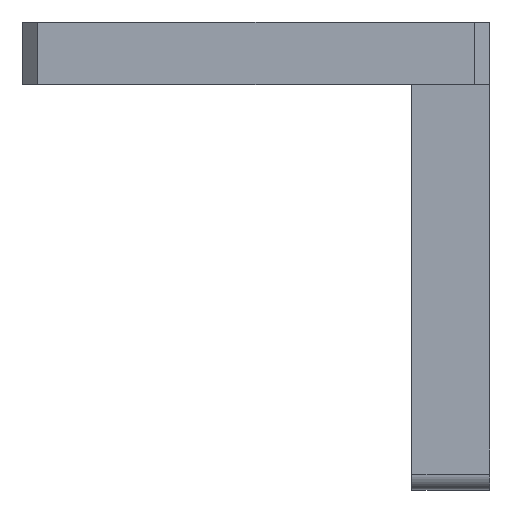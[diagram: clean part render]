
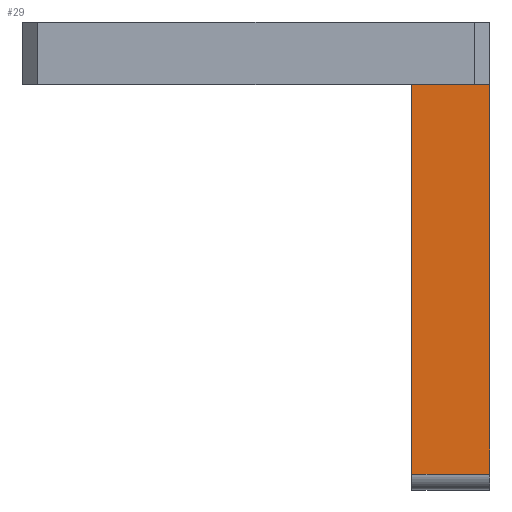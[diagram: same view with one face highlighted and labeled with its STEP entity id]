
A CAD part, top view. The second image highlights one B-rep face of the part: STEP entity #29.
In plain terms, the highlighted planar face has unit normal (0, 0, 1).
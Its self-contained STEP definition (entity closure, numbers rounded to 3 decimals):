
#29 = ADVANCED_FACE ( 'NONE', ( #422 ), #1502, .F. ) ;
#76 = VERTEX_POINT ( 'NONE', #607 ) ;
#100 = ORIENTED_EDGE ( 'NONE', *, *, #1391, .F. ) ;
#114 = DIRECTION ( 'NONE',  ( 1., 0., 0. ) ) ;
#240 = CARTESIAN_POINT ( 'NONE',  ( 20., -8., 30. ) ) ;
#306 = DIRECTION ( 'NONE',  ( -1., 0., 0. ) ) ;
#319 = DIRECTION ( 'NONE',  ( 0., 1., 0. ) ) ;
#364 = CARTESIAN_POINT ( 'NONE',  ( 20., -8., 30. ) ) ;
#422 = FACE_OUTER_BOUND ( 'NONE', #549, .T. ) ;
#459 = EDGE_CURVE ( 'NONE', #76, #1469, #1428, .T. ) ;
#481 = VERTEX_POINT ( 'NONE', #1297 ) ;
#500 = VECTOR ( 'NONE', #114, 1000. ) ;
#549 = EDGE_LOOP ( 'NONE', ( #100, #1035, #1328, #1262 ) ) ;
#586 = CARTESIAN_POINT ( 'NONE',  ( 30., -58., 30. ) ) ;
#594 = DIRECTION ( 'NONE',  ( -1., 0., 0. ) ) ;
#607 = CARTESIAN_POINT ( 'NONE',  ( 30., -8., 30. ) ) ;
#636 = VECTOR ( 'NONE', #594, 1000. ) ;
#725 = VECTOR ( 'NONE', #865, 1000. ) ;
#787 = CARTESIAN_POINT ( 'NONE',  ( 20., -60., 30. ) ) ;
#806 = LINE ( 'NONE', #1189, #500 ) ;
#865 = DIRECTION ( 'NONE',  ( 0., 1., 0. ) ) ;
#883 = EDGE_CURVE ( 'NONE', #1453, #76, #979, .T. ) ;
#887 = CARTESIAN_POINT ( 'NONE',  ( 20., -60., 30. ) ) ;
#979 = LINE ( 'NONE', #1446, #725 ) ;
#1035 = ORIENTED_EDGE ( 'NONE', *, *, #1227, .T. ) ;
#1189 = CARTESIAN_POINT ( 'NONE',  ( 20., -58., 30. ) ) ;
#1227 = EDGE_CURVE ( 'NONE', #481, #1453, #806, .T. ) ;
#1262 = ORIENTED_EDGE ( 'NONE', *, *, #459, .T. ) ;
#1289 = AXIS2_PLACEMENT_3D ( 'NONE', #887, #1364, #306 ) ;
#1297 = CARTESIAN_POINT ( 'NONE',  ( 20., -58., 30. ) ) ;
#1328 = ORIENTED_EDGE ( 'NONE', *, *, #883, .T. ) ;
#1336 = VECTOR ( 'NONE', #319, 1000. ) ;
#1364 = DIRECTION ( 'NONE',  ( 0., 0., -1. ) ) ;
#1378 = LINE ( 'NONE', #787, #1336 ) ;
#1391 = EDGE_CURVE ( 'NONE', #481, #1469, #1378, .T. ) ;
#1428 = LINE ( 'NONE', #240, #636 ) ;
#1446 = CARTESIAN_POINT ( 'NONE',  ( 30., -60., 30. ) ) ;
#1453 = VERTEX_POINT ( 'NONE', #586 ) ;
#1469 = VERTEX_POINT ( 'NONE', #364 ) ;
#1502 = PLANE ( 'NONE',  #1289 ) ;
